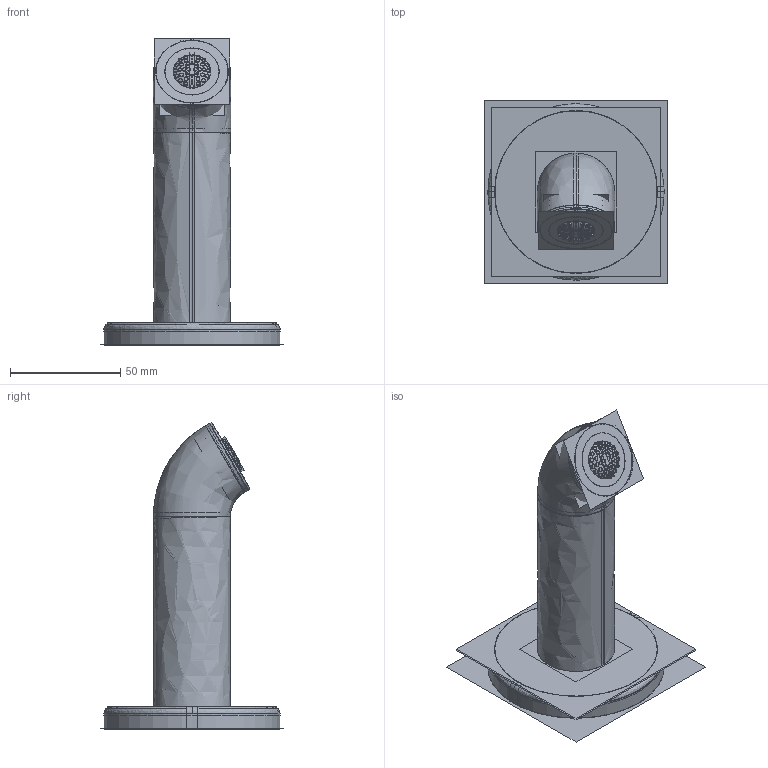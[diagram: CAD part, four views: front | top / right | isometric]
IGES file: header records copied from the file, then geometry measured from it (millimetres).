
Start section:  PTC IGES file: a42618_asm.igs
Global section: file name: a42618_asm.igs; native system: Creo Parametric by PTC Inc.; preprocessor: 2017380; author: yasemin.dundar; organization: Unknown; date: 20181126.145852; units: millimetre
Bounding box: 83.2 x 83.23 x 139 mm (x, y, z)
Surface area: 136206.5 mm2 (no closed solid volume)
Topology: 0 solids, 0 shells, 562 faces, 7519 edges, 9858 vertices
Faces by surface type: revolution 302, bspline 260
